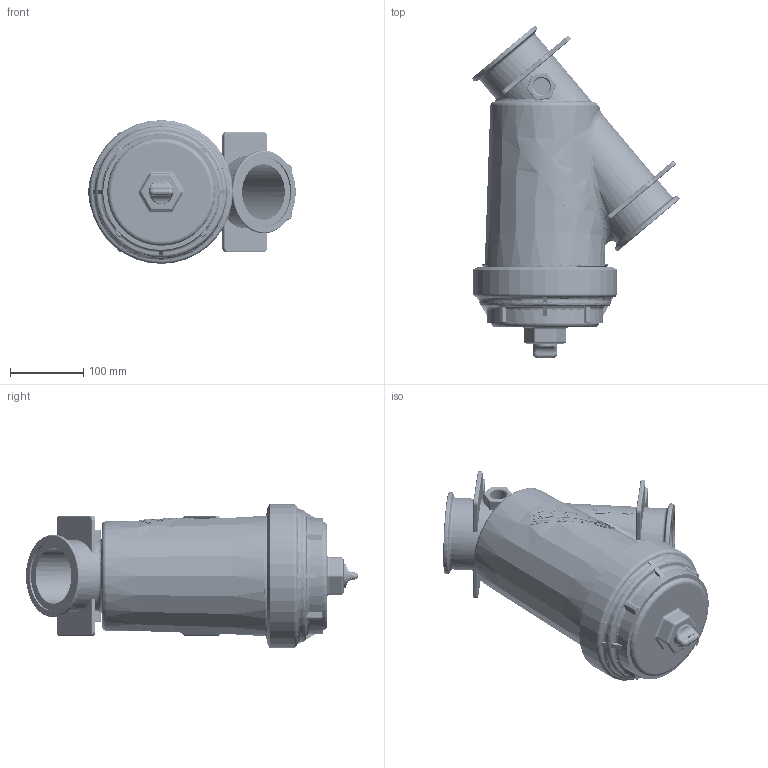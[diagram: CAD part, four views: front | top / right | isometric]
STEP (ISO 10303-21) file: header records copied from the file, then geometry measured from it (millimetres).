
FILE_DESCRIPTION(/* description */ ('3" MANIFOLD LINESTRAINER W/ #50 MESH SCREEN'),/* implementation_level */ '2;1');
FILE_NAME(/* name */ 'MLS300-50.stp',/* time_stamp */ '2020-05-11T11:26:22-04:00',/* author */ ('mclevenger'),/* organization */ (''),/* preprocessor_version */ 'ST-DEVELOPER v17.2',/* originating_system */ 'Autodesk Inventor 2019',/* authorisation */ '');
FILE_SCHEMA (('AUTOMOTIVE_DESIGN { 1 0 10303 214 3 1 1 }'));
Products named in the file (11): MLS300-50; MLS300B; LS300EC; LS300ECX; MLS300CAP; MLS300CAPX; MLS300ECG; MLS300G; LS350; 13777; 13778
Assembly tree (10 placements, depth 3):
  MLS300-50
    MLS300B
    LS300EC
      LS300ECX
    MLS300CAP
      MLS300CAPX
    MLS300ECG
    MLS300G
    LS350
    13777
    13778
Bounding box: 284.12 x 454.54 x 196.85 mm (x, y, z)
Volume: 3188708.4 mm3; surface area: 821642 mm2
Topology: 8 solids, 8 shells, 1769 faces, 6029 edges, 4271 vertices
Faces by surface type: cylinder 819, plane 483, bspline 260, torus 98, cone 81, sphere 28
Full cylindrical faces by diameter (mm): 6.35 x540, 17.78 x1, 23.114 x2, 33.274 x1, 76.2 x2, 95.25 x2, 98.552 x1, 101.6 x1, 103.188 x1, 107.493 x1, 109.525 x2, 109.652 x1, 109.728 x1, 112.776 x2, 118.872 x1, 119.438 x4, 120.127 x5, 125.73 x1, 125.865 x3, 127 x1, 137.516 x1, 146.05 x1, 154.94 x1, 157.988 x1, 158.242 x1, 165.1 x3, 166.624 x1, 167.64 x2, 172.72 x2, 175.26 x3
Entity records: 120233 total; most frequent: CARTESIAN_POINT 70642, ORIENTED_EDGE 12012, DIRECTION 7121, EDGE_CURVE 6006, VERTEX_POINT 4272, B_SPLINE_CURVE_WITH_KNOTS 3057, EDGE_LOOP 2894, AXIS2_PLACEMENT_3D 2644
